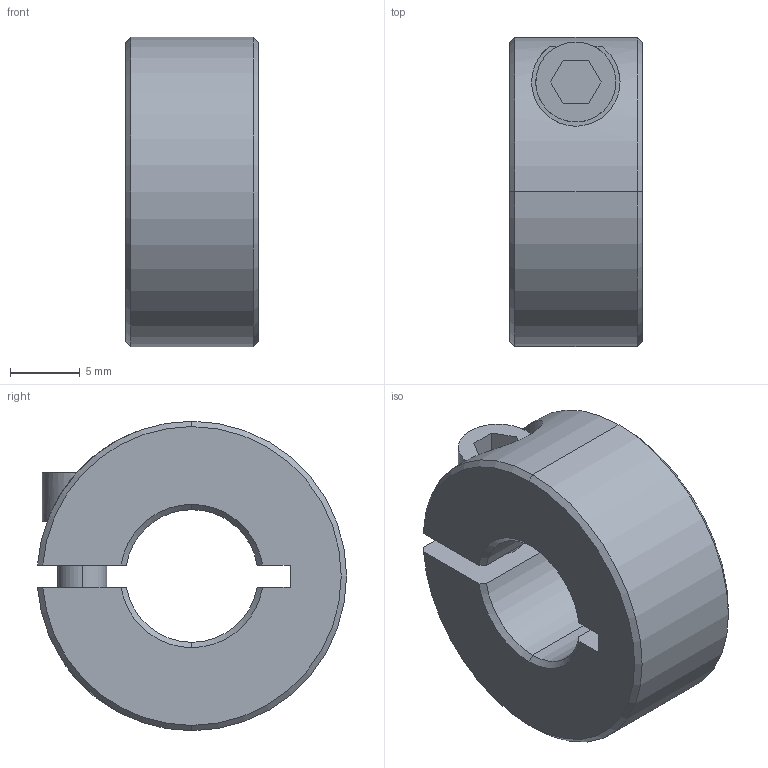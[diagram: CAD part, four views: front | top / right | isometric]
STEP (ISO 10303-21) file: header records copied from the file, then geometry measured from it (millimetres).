
FILE_DESCRIPTION(('starvars output'),'2;1');
FILE_NAME('cv20120920074318000007623.stp','07:43:18 2012/09/20',( 'Thomas Industrial Network Germany GmbH'),( 'Thomas Industrial Network Germany GmbH'),'unknown preprocess','ACIS' ,'unknown authorization');
FILE_SCHEMA(('AUTOMOTIVE_DESIGN_CC2 {UNKNOWN IMPLEMENTATION LEVEL}'));
Length unit declared in the file: millimetre
Products named in the file (1): PRODUCT_ID_1
Bounding box: 9.53 x 22.2 x 22.23 mm (x, y, z)
Volume: 2819.3 mm3; surface area: 1833 mm2
Topology: 1 solids, 1 shells, 54 faces, 136 edges, 87 vertices
Faces by surface type: plane 19, cylinder 16, cone 16, torus 3
Entity records: 1927 total; most frequent: CARTESIAN_POINT 336, ORIENTED_EDGE 272, DIRECTION 167, EDGE_CURVE 136, VERTEX_POINT 87, VECTOR 59, LINE 59, EDGE_LOOP 59
